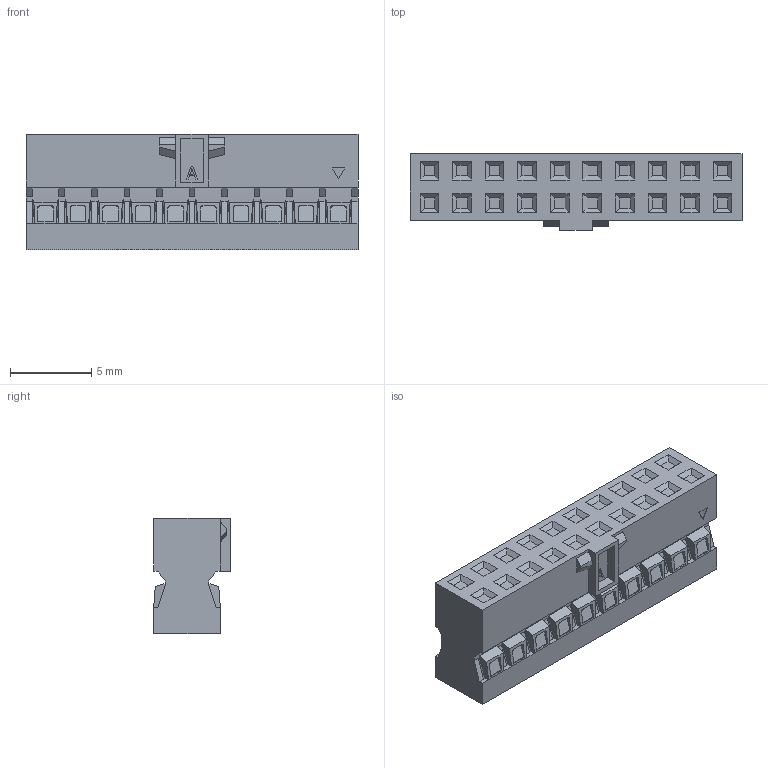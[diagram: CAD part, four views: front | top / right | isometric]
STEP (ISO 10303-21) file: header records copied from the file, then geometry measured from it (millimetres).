
FILE_DESCRIPTION( ('This file contains a STEP AP42 implementation' ,'as created by ZW3D STEP Interface translator.') ,'2;1' );
FILE_NAME( '3122B-2HAXXB01.stp' ,'251217. 81623', (''), ('ZWCAD Software Co.'), 'Version 1.0', 'ZW3D to STEP translator', '' );
FILE_SCHEMA(('AUTOMOTIVE_DESIGN { 1 0 10303 214 1 1 1 1 }'));
Length unit declared in the file: millimetre
Products named in the file (1): 0
Bounding box: 20.4 x 4.71 x 7.1 mm (x, y, z)
Volume: 515.7 mm3; surface area: 830.9 mm2
Topology: 1 solids, 1 shells, 616 faces, 1710 edges, 1100 vertices
Faces by surface type: plane 534, bspline 42, cylinder 40
Entity records: 19994 total; most frequent: CARTESIAN_POINT 3805, ORIENTED_EDGE 3420, DIRECTION 2776, EDGE_CURVE 1710, VECTOR 1626, LINE 1626, VERTEX_POINT 1100, EDGE_LOOP 700
